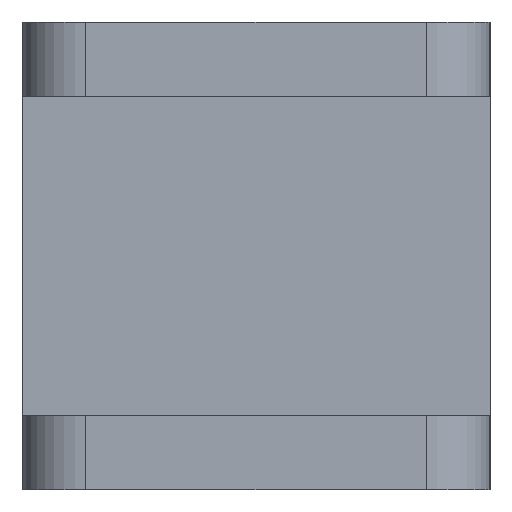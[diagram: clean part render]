
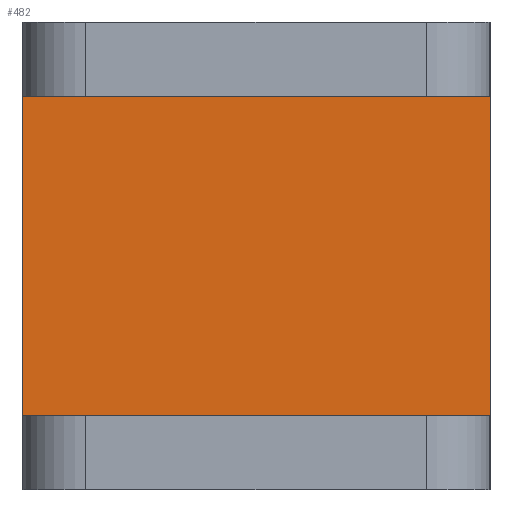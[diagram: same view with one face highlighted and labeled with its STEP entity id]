
A CAD part, front view. The second image highlights one B-rep face of the part: STEP entity #482.
In plain terms, the highlighted planar face has unit normal (0, -1, 0).
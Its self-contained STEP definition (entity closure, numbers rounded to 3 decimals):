
#34 = LINE ( 'NONE', #373, #728 ) ;
#48 = LINE ( 'NONE', #1136, #730 ) ;
#90 = ORIENTED_EDGE ( 'NONE', *, *, #758, .T. ) ;
#156 = CARTESIAN_POINT ( 'NONE',  ( 11.001, -30., -7.5 ) ) ;
#175 = VERTEX_POINT ( 'NONE', #997 ) ;
#202 = DIRECTION ( 'NONE',  ( 0., 0., -1. ) ) ;
#208 = EDGE_LOOP ( 'NONE', ( #657, #90, #398, #990 ) ) ;
#216 = VERTEX_POINT ( 'NONE', #714 ) ;
#363 = PLANE ( 'NONE',  #619 ) ;
#373 = CARTESIAN_POINT ( 'NONE',  ( 11.001, -30., -7.5 ) ) ;
#398 = ORIENTED_EDGE ( 'NONE', *, *, #1242, .F. ) ;
#401 = CARTESIAN_POINT ( 'NONE',  ( 11., -30., -7.5 ) ) ;
#406 = FACE_OUTER_BOUND ( 'NONE', #208, .T. ) ;
#482 = ADVANCED_FACE ( 'NONE', ( #406 ), #363, .F. ) ;
#486 = VERTEX_POINT ( 'NONE', #740 ) ;
#588 = DIRECTION ( 'NONE',  ( 0., 0., -1. ) ) ;
#619 = AXIS2_PLACEMENT_3D ( 'NONE', #156, #1074, #1078 ) ;
#622 = VECTOR ( 'NONE', #202, 1000. ) ;
#637 = LINE ( 'NONE', #808, #1126 ) ;
#657 = ORIENTED_EDGE ( 'NONE', *, *, #798, .T. ) ;
#714 = CARTESIAN_POINT ( 'NONE',  ( 11., -30., -7.5 ) ) ;
#728 = VECTOR ( 'NONE', #1086, 1000. ) ;
#730 = VECTOR ( 'NONE', #1040, 1000. ) ;
#740 = CARTESIAN_POINT ( 'NONE',  ( -11., -30., 7.5 ) ) ;
#758 = EDGE_CURVE ( 'NONE', #486, #175, #637, .T. ) ;
#798 = EDGE_CURVE ( 'NONE', #841, #486, #48, .T. ) ;
#808 = CARTESIAN_POINT ( 'NONE',  ( -11., -30., -7.5 ) ) ;
#841 = VERTEX_POINT ( 'NONE', #1236 ) ;
#990 = ORIENTED_EDGE ( 'NONE', *, *, #1270, .F. ) ;
#997 = CARTESIAN_POINT ( 'NONE',  ( -11., -30., -7.5 ) ) ;
#1040 = DIRECTION ( 'NONE',  ( -1., 0., 0. ) ) ;
#1047 = LINE ( 'NONE', #401, #622 ) ;
#1074 = DIRECTION ( 'NONE',  ( 0., 1., 0. ) ) ;
#1078 = DIRECTION ( 'NONE',  ( -1., 0., 0. ) ) ;
#1086 = DIRECTION ( 'NONE',  ( -1., 0., 0. ) ) ;
#1126 = VECTOR ( 'NONE', #588, 1000. ) ;
#1136 = CARTESIAN_POINT ( 'NONE',  ( 11.001, -30., 7.5 ) ) ;
#1236 = CARTESIAN_POINT ( 'NONE',  ( 11., -30., 7.5 ) ) ;
#1242 = EDGE_CURVE ( 'NONE', #216, #175, #34, .T. ) ;
#1270 = EDGE_CURVE ( 'NONE', #841, #216, #1047, .T. ) ;
